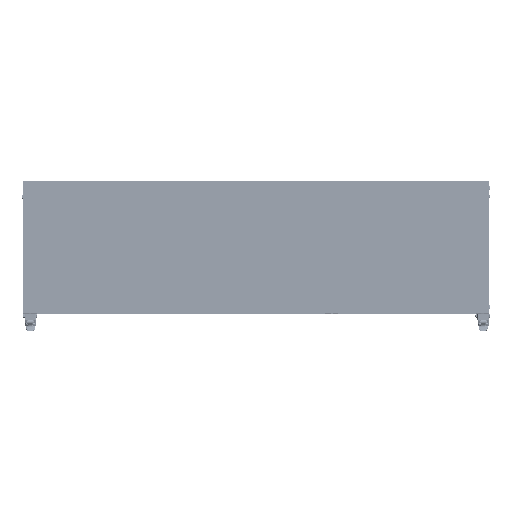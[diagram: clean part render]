
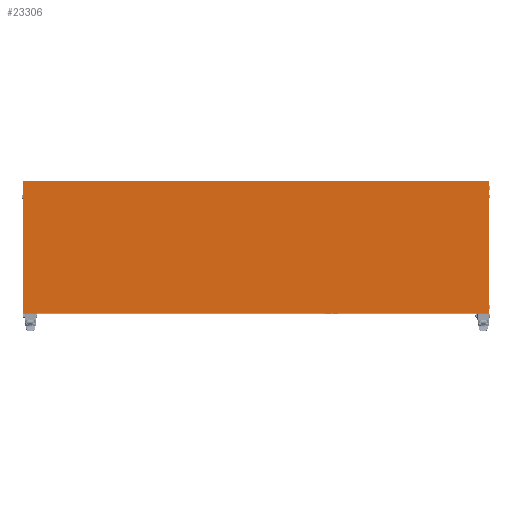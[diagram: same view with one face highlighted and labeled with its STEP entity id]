
A CAD part, top view. The second image highlights one B-rep face of the part: STEP entity #23306.
In plain terms, the highlighted planar face has unit normal (0, 0, 1).
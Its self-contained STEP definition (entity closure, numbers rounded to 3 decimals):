
#23306=ADVANCED_FACE('',(#29877),#29878,.T.);
#29877=FACE_OUTER_BOUND('',#42460,.T.);
#29878=PLANE('',#42461);
#42460=EDGE_LOOP('',(#57890,#57891,#57892,#57893));
#42461=AXIS2_PLACEMENT_3D('',#57894,#57895,#57896);
#57890=ORIENTED_EDGE('',*,*,#68042,.F.);
#57891=ORIENTED_EDGE('',*,*,#68045,.F.);
#57892=ORIENTED_EDGE('',*,*,#68037,.F.);
#57893=ORIENTED_EDGE('',*,*,#68033,.F.);
#57894=CARTESIAN_POINT('',(0.,0.,822.));
#57895=DIRECTION('',(0.0,0.0,1.0));
#57896=DIRECTION('',(1.0,0.0,0.0));
#68033=EDGE_CURVE('',#77246,#77248,#77249,.T.);
#68037=EDGE_CURVE('',#77248,#77254,#77255,.T.);
#68042=EDGE_CURVE('',#77261,#77246,#77263,.T.);
#68045=EDGE_CURVE('',#77254,#77261,#77266,.T.);
#77246=VERTEX_POINT('',#96322);
#77248=VERTEX_POINT('',#96325);
#77249=LINE('',#96326,#96327);
#77254=VERTEX_POINT('',#96334);
#77255=LINE('',#96335,#96336);
#77261=VERTEX_POINT('',#96344);
#77263=LINE('',#96347,#96348);
#77266=LINE('',#96352,#96353);
#96322=CARTESIAN_POINT('',(-705.,-200.,822.));
#96325=CARTESIAN_POINT('',(-705.,200.,822.));
#96326=CARTESIAN_POINT('',(-705.,0.,822.));
#96327=VECTOR('',#107458,1.0);
#96334=CARTESIAN_POINT('',(705.,200.,822.));
#96335=CARTESIAN_POINT('',(0.,200.,822.));
#96336=VECTOR('',#107461,1.0);
#96344=CARTESIAN_POINT('',(705.,-200.,822.));
#96347=CARTESIAN_POINT('',(0.,-200.,822.));
#96348=VECTOR('',#107465,1.0);
#96352=CARTESIAN_POINT('',(705.,0.,822.));
#96353=VECTOR('',#107467,1.0);
#107458=DIRECTION('',(0.0,1.0,0.0));
#107461=DIRECTION('',(1.0,0.0,0.0));
#107465=DIRECTION('',(-1.0,0.0,0.0));
#107467=DIRECTION('',(0.0,-1.0,0.0));
